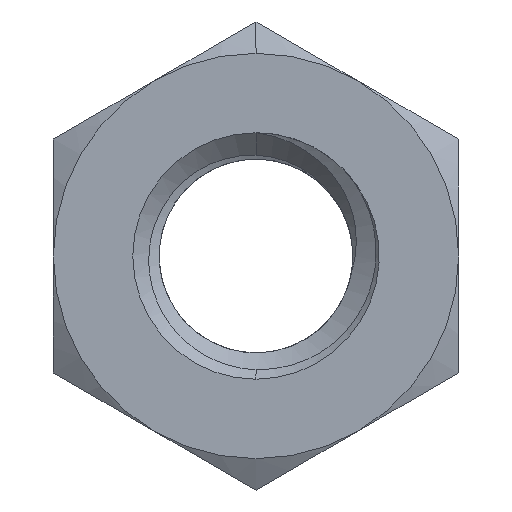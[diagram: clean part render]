
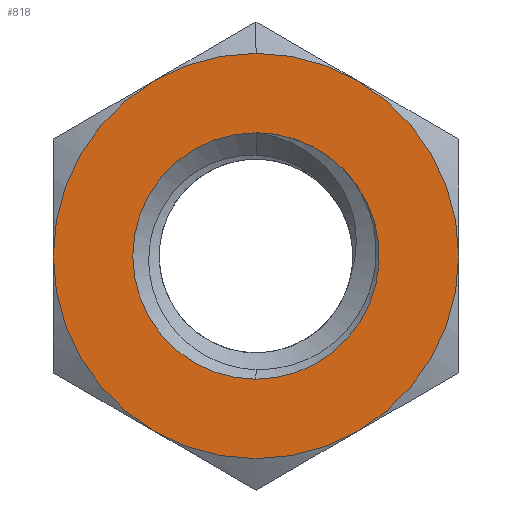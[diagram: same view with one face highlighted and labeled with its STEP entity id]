
A CAD part, front view. The second image highlights one B-rep face of the part: STEP entity #818.
In plain terms, the highlighted planar face has unit normal (0, -1, 0).
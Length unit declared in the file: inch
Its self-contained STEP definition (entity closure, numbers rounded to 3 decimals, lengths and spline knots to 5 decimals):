
#4 = CARTESIAN_POINT ( 'NONE',  ( 0.07813, -0.05469, 0.13532 ) ) ;
#12 = DIRECTION ( 'NONE',  ( 0., -1., 0. ) ) ;
#25 = FACE_OUTER_BOUND ( 'NONE', #1909, .T. ) ;
#45 = DIRECTION ( 'NONE',  ( 0., 1., 0. ) ) ;
#62 = CARTESIAN_POINT ( 'NONE',  ( 0., -0.05469, 0. ) ) ;
#72 = DIRECTION ( 'NONE',  ( 0., -1., 0. ) ) ;
#87 = CARTESIAN_POINT ( 'NONE',  ( 0., -0.05469, 0.15625 ) ) ;
#89 = AXIS2_PLACEMENT_3D ( 'NONE', #426, #117, #1463 ) ;
#100 = AXIS2_PLACEMENT_3D ( 'NONE', #1857, #933, #211 ) ;
#106 = EDGE_CURVE ( 'NONE', #656, #1499, #116, .T. ) ;
#114 = CIRCLE ( 'NONE', #798, 0.15625 ) ;
#116 = CIRCLE ( 'NONE', #100, 0.15625 ) ;
#117 = DIRECTION ( 'NONE',  ( 0., 1., 0. ) ) ;
#150 = VERTEX_POINT ( 'NONE', #1244 ) ;
#167 = ORIENTED_EDGE ( 'NONE', *, *, #1800, .T. ) ;
#195 = CARTESIAN_POINT ( 'NONE',  ( 0., -0.05469, 0.095 ) ) ;
#211 = DIRECTION ( 'NONE',  ( 0., 0., 1. ) ) ;
#377 = DIRECTION ( 'NONE',  ( 0., -1., 0. ) ) ;
#389 = CARTESIAN_POINT ( 'NONE',  ( 0., -0.05469, 0. ) ) ;
#395 = EDGE_CURVE ( 'NONE', #1693, #150, #1483, .T. ) ;
#421 = PLANE ( 'NONE',  #89 ) ;
#426 = CARTESIAN_POINT ( 'NONE',  ( -0.15625, -0.05469, -0.09021 ) ) ;
#435 = CIRCLE ( 'NONE', #1305, 0.15625 ) ;
#461 = FACE_BOUND ( 'NONE', #1635, .T. ) ;
#503 = CARTESIAN_POINT ( 'NONE',  ( 0.06718, -0.05469, 0.06718 ) ) ;
#541 = DIRECTION ( 'NONE',  ( 0., 1., 0. ) ) ;
#544 = VERTEX_POINT ( 'NONE', #1090 ) ;
#549 = VERTEX_POINT ( 'NONE', #195 ) ;
#562 = ORIENTED_EDGE ( 'NONE', *, *, #395, .F. ) ;
#597 = CIRCLE ( 'NONE', #1767, 0.15625 ) ;
#610 = ORIENTED_EDGE ( 'NONE', *, *, #1504, .T. ) ;
#636 = DIRECTION ( 'NONE',  ( 0., 0., 1. ) ) ;
#656 = VERTEX_POINT ( 'NONE', #961 ) ;
#664 = CARTESIAN_POINT ( 'NONE',  ( -0.07813, -0.05469, 0.13532 ) ) ;
#680 = DIRECTION ( 'NONE',  ( 0., 1., 0. ) ) ;
#709 = EDGE_CURVE ( 'NONE', #544, #150, #597, .T. ) ;
#731 = ORIENTED_EDGE ( 'NONE', *, *, #1923, .T. ) ;
#798 = AXIS2_PLACEMENT_3D ( 'NONE', #1433, #978, #1282 ) ;
#812 = CARTESIAN_POINT ( 'NONE',  ( -0.07813, -0.05469, -0.13532 ) ) ;
#818 = ADVANCED_FACE ( 'NONE', ( #25, #461 ), #421, .F. ) ;
#827 = DIRECTION ( 'NONE',  ( 0., 0., 1. ) ) ;
#842 = DIRECTION ( 'NONE',  ( 0., 0., 1. ) ) ;
#898 = AXIS2_PLACEMENT_3D ( 'NONE', #62, #45, #636 ) ;
#933 = DIRECTION ( 'NONE',  ( 0., -1., 0. ) ) ;
#961 = CARTESIAN_POINT ( 'NONE',  ( -0.15625, -0.05469, 0. ) ) ;
#963 = DIRECTION ( 'NONE',  ( 0., 0., 1. ) ) ;
#978 = DIRECTION ( 'NONE',  ( 0., -1., 0. ) ) ;
#985 = CARTESIAN_POINT ( 'NONE',  ( 0., -0.05469, 0. ) ) ;
#1018 = DIRECTION ( 'NONE',  ( 0., 0., 1. ) ) ;
#1030 = VERTEX_POINT ( 'NONE', #503 ) ;
#1049 = DIRECTION ( 'NONE',  ( 0., 0., 1. ) ) ;
#1055 = CARTESIAN_POINT ( 'NONE',  ( 0., -0.05469, 0. ) ) ;
#1090 = CARTESIAN_POINT ( 'NONE',  ( 0.07813, -0.05469, -0.13532 ) ) ;
#1111 = EDGE_CURVE ( 'NONE', #1173, #656, #114, .T. ) ;
#1173 = VERTEX_POINT ( 'NONE', #664 ) ;
#1176 = CIRCLE ( 'NONE', #1752, 0.095 ) ;
#1214 = AXIS2_PLACEMENT_3D ( 'NONE', #1332, #1763, #1018 ) ;
#1244 = CARTESIAN_POINT ( 'NONE',  ( 0.15625, -0.05469, 0. ) ) ;
#1282 = DIRECTION ( 'NONE',  ( 0., 0., 1. ) ) ;
#1305 = AXIS2_PLACEMENT_3D ( 'NONE', #1367, #12, #1049 ) ;
#1309 = ORIENTED_EDGE ( 'NONE', *, *, #1676, .T. ) ;
#1330 = DIRECTION ( 'NONE',  ( 0., 1., 0. ) ) ;
#1332 = CARTESIAN_POINT ( 'NONE',  ( 0., -0.05469, 0. ) ) ;
#1367 = CARTESIAN_POINT ( 'NONE',  ( 0., -0.05469, 0. ) ) ;
#1397 = CARTESIAN_POINT ( 'NONE',  ( 0., -0.05469, 0. ) ) ;
#1414 = ORIENTED_EDGE ( 'NONE', *, *, #1111, .T. ) ;
#1433 = CARTESIAN_POINT ( 'NONE',  ( 0., -0.05469, 0. ) ) ;
#1443 = AXIS2_PLACEMENT_3D ( 'NONE', #389, #680, #827 ) ;
#1463 = DIRECTION ( 'NONE',  ( 0., 0., 1. ) ) ;
#1467 = EDGE_CURVE ( 'NONE', #1874, #549, #1919, .T. ) ;
#1483 = CIRCLE ( 'NONE', #1665, 0.15625 ) ;
#1499 = VERTEX_POINT ( 'NONE', #812 ) ;
#1504 = EDGE_CURVE ( 'NONE', #1499, #544, #1899, .T. ) ;
#1543 = DIRECTION ( 'NONE',  ( 0., 0., 1. ) ) ;
#1551 = CARTESIAN_POINT ( 'NONE',  ( 0., -0.05469, -0.095 ) ) ;
#1613 = ORIENTED_EDGE ( 'NONE', *, *, #1935, .T. ) ;
#1617 = CIRCLE ( 'NONE', #1214, 0.15625 ) ;
#1635 = EDGE_LOOP ( 'NONE', ( #1613, #731, #1911 ) ) ;
#1665 = AXIS2_PLACEMENT_3D ( 'NONE', #1055, #1330, #1945 ) ;
#1676 = EDGE_CURVE ( 'NONE', #1693, #1890, #1617, .T. ) ;
#1693 = VERTEX_POINT ( 'NONE', #4 ) ;
#1752 = AXIS2_PLACEMENT_3D ( 'NONE', #985, #541, #842 ) ;
#1763 = DIRECTION ( 'NONE',  ( 0., -1., 0. ) ) ;
#1765 = CIRCLE ( 'NONE', #1443, 0.095 ) ;
#1767 = AXIS2_PLACEMENT_3D ( 'NONE', #1397, #377, #1543 ) ;
#1777 = ORIENTED_EDGE ( 'NONE', *, *, #106, .T. ) ;
#1800 = EDGE_CURVE ( 'NONE', #1890, #1173, #435, .T. ) ;
#1843 = ORIENTED_EDGE ( 'NONE', *, *, #709, .T. ) ;
#1844 = AXIS2_PLACEMENT_3D ( 'NONE', #1868, #72, #963 ) ;
#1857 = CARTESIAN_POINT ( 'NONE',  ( 0., -0.05469, 0. ) ) ;
#1868 = CARTESIAN_POINT ( 'NONE',  ( 0., -0.05469, 0. ) ) ;
#1874 = VERTEX_POINT ( 'NONE', #1551 ) ;
#1890 = VERTEX_POINT ( 'NONE', #87 ) ;
#1899 = CIRCLE ( 'NONE', #1844, 0.15625 ) ;
#1909 = EDGE_LOOP ( 'NONE', ( #1309, #167, #1414, #1777, #610, #1843, #562 ) ) ;
#1911 = ORIENTED_EDGE ( 'NONE', *, *, #1467, .T. ) ;
#1919 = CIRCLE ( 'NONE', #898, 0.095 ) ;
#1923 = EDGE_CURVE ( 'NONE', #1030, #1874, #1176, .T. ) ;
#1935 = EDGE_CURVE ( 'NONE', #549, #1030, #1765, .T. ) ;
#1945 = DIRECTION ( 'NONE',  ( 0., 0., 1. ) ) ;
